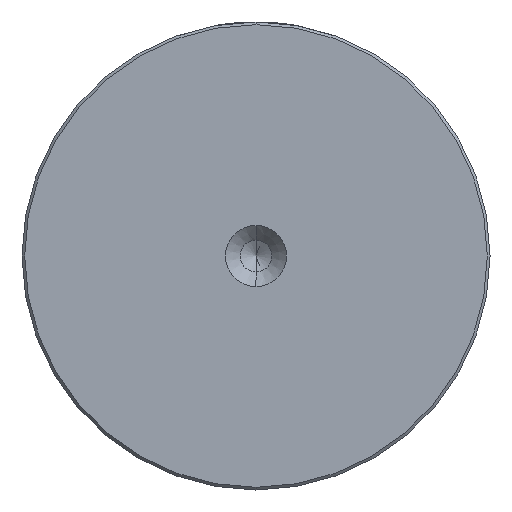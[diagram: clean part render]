
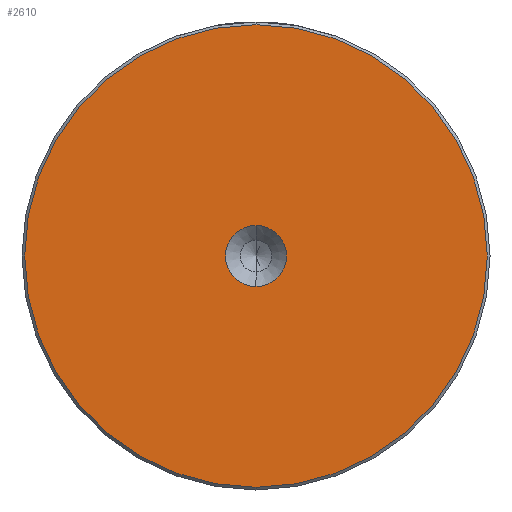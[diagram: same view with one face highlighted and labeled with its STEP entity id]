
A CAD part, left-side view. The second image highlights one B-rep face of the part: STEP entity #2610.
In plain terms, the highlighted planar face has unit normal (-1, 0, 0).
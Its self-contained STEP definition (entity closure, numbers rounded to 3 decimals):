
#66 = CARTESIAN_POINT ( 'NONE',  ( 0., 0., 0. ) ) ;
#114 = DIRECTION ( 'NONE',  ( 0., 0., 1. ) ) ;
#145 = DIRECTION ( 'NONE',  ( -1., 0., 0. ) ) ;
#155 = CARTESIAN_POINT ( 'NONE',  ( 0., 0., 0. ) ) ;
#233 = EDGE_CURVE ( 'NONE', #815, #578, #1478, .T. ) ;
#299 = DIRECTION ( 'NONE',  ( 0., 0., 1. ) ) ;
#345 = CARTESIAN_POINT ( 'NONE',  ( 0., 0., -42.5 ) ) ;
#434 = CARTESIAN_POINT ( 'NONE',  ( 0., 0., 42.5 ) ) ;
#578 = VERTEX_POINT ( 'NONE', #434 ) ;
#690 = DIRECTION ( 'NONE',  ( -1., 0., 0. ) ) ;
#733 = DIRECTION ( 'NONE',  ( 0., 0., 1. ) ) ;
#741 = DIRECTION ( 'NONE',  ( -1., 0., 0. ) ) ;
#749 = CARTESIAN_POINT ( 'NONE',  ( 0., 0., 0. ) ) ;
#815 = VERTEX_POINT ( 'NONE', #345 ) ;
#844 = AXIS2_PLACEMENT_3D ( 'NONE', #2197, #972, #2430 ) ;
#852 = ORIENTED_EDGE ( 'NONE', *, *, #976, .F. ) ;
#931 = ORIENTED_EDGE ( 'NONE', *, *, #233, .T. ) ;
#972 = DIRECTION ( 'NONE',  ( -1., 0., 0. ) ) ;
#976 = EDGE_CURVE ( 'NONE', #1510, #1236, #2285, .T. ) ;
#996 = ORIENTED_EDGE ( 'NONE', *, *, #2006, .T. ) ;
#1236 = VERTEX_POINT ( 'NONE', #2408 ) ;
#1278 = FACE_OUTER_BOUND ( 'NONE', #2425, .T. ) ;
#1478 = CIRCLE ( 'NONE', #1688, 42.5 ) ;
#1493 = PLANE ( 'NONE',  #2635 ) ;
#1510 = VERTEX_POINT ( 'NONE', #2448 ) ;
#1517 = DIRECTION ( 'NONE',  ( -1., 0., 0. ) ) ;
#1534 = CIRCLE ( 'NONE', #1568, 42.5 ) ;
#1568 = AXIS2_PLACEMENT_3D ( 'NONE', #66, #1517, #299 ) ;
#1688 = AXIS2_PLACEMENT_3D ( 'NONE', #749, #741, #733 ) ;
#1904 = CARTESIAN_POINT ( 'NONE',  ( 0., 0., 0. ) ) ;
#1913 = EDGE_LOOP ( 'NONE', ( #2143, #852 ) ) ;
#2006 = EDGE_CURVE ( 'NONE', #578, #815, #1534, .T. ) ;
#2106 = DIRECTION ( 'NONE',  ( 0., 0., 1. ) ) ;
#2143 = ORIENTED_EDGE ( 'NONE', *, *, #2149, .F. ) ;
#2149 = EDGE_CURVE ( 'NONE', #1236, #1510, #2327, .T. ) ;
#2197 = CARTESIAN_POINT ( 'NONE',  ( 0., 0., 0. ) ) ;
#2285 = CIRCLE ( 'NONE', #2484, 5.6 ) ;
#2327 = CIRCLE ( 'NONE', #844, 5.6 ) ;
#2386 = FACE_BOUND ( 'NONE', #1913, .T. ) ;
#2408 = CARTESIAN_POINT ( 'NONE',  ( 0., 0., 5.6 ) ) ;
#2425 = EDGE_LOOP ( 'NONE', ( #931, #996 ) ) ;
#2430 = DIRECTION ( 'NONE',  ( 0., 0., 1. ) ) ;
#2448 = CARTESIAN_POINT ( 'NONE',  ( 0., 0., -5.6 ) ) ;
#2484 = AXIS2_PLACEMENT_3D ( 'NONE', #155, #145, #114 ) ;
#2610 = ADVANCED_FACE ( 'NONE', ( #1278, #2386 ), #1493, .T. ) ;
#2635 = AXIS2_PLACEMENT_3D ( 'NONE', #1904, #690, #2106 ) ;
